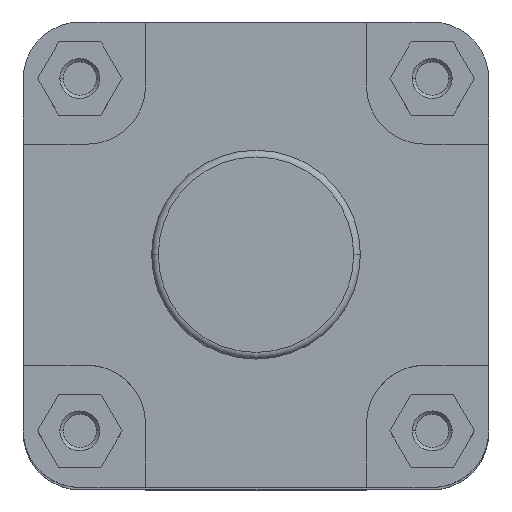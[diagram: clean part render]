
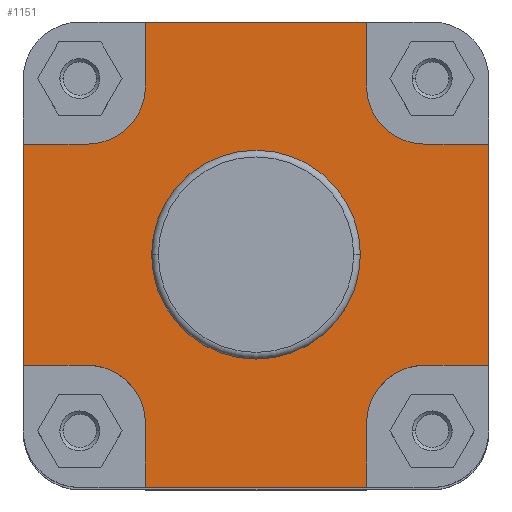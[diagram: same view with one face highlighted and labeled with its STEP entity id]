
A CAD part, top view. The second image highlights one B-rep face of the part: STEP entity #1151.
In plain terms, the highlighted planar face has unit normal (0, 0, 1).
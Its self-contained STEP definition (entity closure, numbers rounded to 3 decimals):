
#125 = EDGE_CURVE ( 'NONE', #3355, #3197, #4257, .T. ) ;
#126 = EDGE_CURVE ( 'NONE', #3197, #3267, #4279, .T. ) ;
#127 = EDGE_CURVE ( 'NONE', #3267, #3497, #4262, .T. ) ;
#128 = EDGE_CURVE ( 'NONE', #3497, #3243, #4280, .T. ) ;
#129 = EDGE_CURVE ( 'NONE', #3243, #3385, #4282, .T. ) ;
#130 = EDGE_CURVE ( 'NONE', #3385, #3359, #4286, .T. ) ;
#131 = EDGE_CURVE ( 'NONE', #3359, #3348, #4266, .T. ) ;
#132 = EDGE_CURVE ( 'NONE', #3348, #3328, #4287, .T. ) ;
#133 = EDGE_CURVE ( 'NONE', #3328, #3276, #4289, .T. ) ;
#134 = EDGE_CURVE ( 'NONE', #3276, #3306, #4292, .T. ) ;
#135 = EDGE_CURVE ( 'NONE', #3306, #3242, #4277, .T. ) ;
#136 = EDGE_CURVE ( 'NONE', #3274, #3242, #4293, .T. ) ;
#137 = EDGE_CURVE ( 'NONE', #3339, #3216, #4291, .T. ) ;
#138 = EDGE_CURVE ( 'NONE', #3401, #3339, #4299, .T. ) ;
#140 = EDGE_CURVE ( 'NONE', #3399, #3174, #4302, .T. ) ;
#141 = EDGE_CURVE ( 'NONE', #3274, #3401, #4301, .T. ) ;
#143 = EDGE_CURVE ( 'NONE', #3355, #3216, #4296, .T. ) ;
#215 = EDGE_CURVE ( 'NONE', #3174, #3399, #4437, .T. ) ;
#610 = AXIS2_PLACEMENT_3D ( 'NONE', #7111, #7106, #7107 ) ;
#611 = AXIS2_PLACEMENT_3D ( 'NONE', #7122, #7012, #7013 ) ;
#612 = AXIS2_PLACEMENT_3D ( 'NONE', #7003, #7079, #7077 ) ;
#613 = AXIS2_PLACEMENT_3D ( 'NONE', #7020, #7032, #7030 ) ;
#614 = AXIS2_PLACEMENT_3D ( 'NONE', #7117, #7116, #7118 ) ;
#631 = AXIS2_PLACEMENT_3D ( 'NONE', #2997, #2999, #2968 ) ;
#837 = AXIS2_PLACEMENT_3D ( 'NONE', #5869, #5871, #5872 ) ;
#1151 = ADVANCED_FACE ( 'NONE', ( #6290, #6310 ), #5870, .F. ) ;
#1980 = CARTESIAN_POINT ( 'NONE',  ( 31.4, 0., -6. ) ) ;
#2014 = CARTESIAN_POINT ( 'NONE',  ( -50.75, 33.25, -6. ) ) ;
#2033 = CARTESIAN_POINT ( 'NONE',  ( -70., -33.25, -6. ) ) ;
#2048 = CARTESIAN_POINT ( 'NONE',  ( 33.25, -70., -6. ) ) ;
#2049 = CARTESIAN_POINT ( 'NONE',  ( 33.25, 70., -6. ) ) ;
#2072 = CARTESIAN_POINT ( 'NONE',  ( -33.25, 50.75, -6. ) ) ;
#2079 = CARTESIAN_POINT ( 'NONE',  ( -33.25, -70., -6. ) ) ;
#2081 = CARTESIAN_POINT ( 'NONE',  ( 50.75, -33.25, -6. ) ) ;
#2111 = CARTESIAN_POINT ( 'NONE',  ( 33.25, -50.75, -6. ) ) ;
#2133 = CARTESIAN_POINT ( 'NONE',  ( 70., -33.25, -6. ) ) ;
#2143 = CARTESIAN_POINT ( 'NONE',  ( -50.75, -33.25, -6. ) ) ;
#2151 = CARTESIAN_POINT ( 'NONE',  ( 70., 33.25, -6. ) ) ;
#2158 = CARTESIAN_POINT ( 'NONE',  ( -70., 33.25, -6. ) ) ;
#2162 = CARTESIAN_POINT ( 'NONE',  ( 50.75, 33.25, -6. ) ) ;
#2184 = CARTESIAN_POINT ( 'NONE',  ( 33.25, 50.75, -6. ) ) ;
#2198 = CARTESIAN_POINT ( 'NONE',  ( -31.4, 0., -6. ) ) ;
#2200 = CARTESIAN_POINT ( 'NONE',  ( -33.25, -50.75, -6. ) ) ;
#2296 = CARTESIAN_POINT ( 'NONE',  ( -33.25, 70., -6. ) ) ;
#2616 = ORIENTED_EDGE ( 'NONE', *, *, #130, .F. ) ;
#2654 = ORIENTED_EDGE ( 'NONE', *, *, #215, .F. ) ;
#2657 = ORIENTED_EDGE ( 'NONE', *, *, #131, .F. ) ;
#2673 = ORIENTED_EDGE ( 'NONE', *, *, #143, .T. ) ;
#2674 = ORIENTED_EDGE ( 'NONE', *, *, #128, .F. ) ;
#2677 = ORIENTED_EDGE ( 'NONE', *, *, #137, .F. ) ;
#2685 = ORIENTED_EDGE ( 'NONE', *, *, #132, .F. ) ;
#2764 = ORIENTED_EDGE ( 'NONE', *, *, #134, .F. ) ;
#2769 = ORIENTED_EDGE ( 'NONE', *, *, #129, .F. ) ;
#2788 = ORIENTED_EDGE ( 'NONE', *, *, #136, .T. ) ;
#2799 = ORIENTED_EDGE ( 'NONE', *, *, #135, .F. ) ;
#2862 = ORIENTED_EDGE ( 'NONE', *, *, #138, .F. ) ;
#2897 = ORIENTED_EDGE ( 'NONE', *, *, #140, .F. ) ;
#2911 = ORIENTED_EDGE ( 'NONE', *, *, #126, .F. ) ;
#2920 = ORIENTED_EDGE ( 'NONE', *, *, #133, .F. ) ;
#2924 = ORIENTED_EDGE ( 'NONE', *, *, #125, .F. ) ;
#2926 = ORIENTED_EDGE ( 'NONE', *, *, #127, .F. ) ;
#2948 = ORIENTED_EDGE ( 'NONE', *, *, #141, .F. ) ;
#2968 = DIRECTION ( 'NONE',  ( 1., 0., 0. ) ) ;
#2997 = CARTESIAN_POINT ( 'NONE',  ( 0., 0., -6. ) ) ;
#2999 = DIRECTION ( 'NONE',  ( 0., 0., 1. ) ) ;
#3174 = VERTEX_POINT ( 'NONE', #1980 ) ;
#3197 = VERTEX_POINT ( 'NONE', #2014 ) ;
#3216 = VERTEX_POINT ( 'NONE', #2033 ) ;
#3242 = VERTEX_POINT ( 'NONE', #2048 ) ;
#3243 = VERTEX_POINT ( 'NONE', #2049 ) ;
#3267 = VERTEX_POINT ( 'NONE', #2072 ) ;
#3274 = VERTEX_POINT ( 'NONE', #2079 ) ;
#3276 = VERTEX_POINT ( 'NONE', #2081 ) ;
#3306 = VERTEX_POINT ( 'NONE', #2111 ) ;
#3328 = VERTEX_POINT ( 'NONE', #2133 ) ;
#3339 = VERTEX_POINT ( 'NONE', #2143 ) ;
#3348 = VERTEX_POINT ( 'NONE', #2151 ) ;
#3355 = VERTEX_POINT ( 'NONE', #2158 ) ;
#3359 = VERTEX_POINT ( 'NONE', #2162 ) ;
#3385 = VERTEX_POINT ( 'NONE', #2184 ) ;
#3399 = VERTEX_POINT ( 'NONE', #2198 ) ;
#3401 = VERTEX_POINT ( 'NONE', #2200 ) ;
#3497 = VERTEX_POINT ( 'NONE', #2296 ) ;
#3869 = EDGE_LOOP ( 'NONE', ( #2654, #2897 ) ) ;
#3896 = EDGE_LOOP ( 'NONE', ( #2673, #2677, #2862, #2948, #2788, #2799, #2764, #2920, #2685, #2657, #2616, #2769, #2674, #2926, #2911, #2924 ) ) ;
#4257 = LINE ( 'NONE', #7007, #4261 ) ;
#4261 = VECTOR ( 'NONE', #6996, 1000. ) ;
#4262 = LINE ( 'NONE', #7051, #4275 ) ;
#4266 = LINE ( 'NONE', #7081, #4278 ) ;
#4275 = VECTOR ( 'NONE', #7035, 1000. ) ;
#4277 = LINE ( 'NONE', #7006, #4285 ) ;
#4278 = VECTOR ( 'NONE', #7080, 1000. ) ;
#4279 = CIRCLE ( 'NONE', #611, 17.5 ) ;
#4280 = LINE ( 'NONE', #7015, #4281 ) ;
#4281 = VECTOR ( 'NONE', #7014, 1000. ) ;
#4282 = LINE ( 'NONE', #6958, #4283 ) ;
#4283 = VECTOR ( 'NONE', #6963, 1000. ) ;
#4284 = VECTOR ( 'NONE', #6966, 1000. ) ;
#4285 = VECTOR ( 'NONE', #7008, 1000. ) ;
#4286 = CIRCLE ( 'NONE', #612, 17.5 ) ;
#4287 = LINE ( 'NONE', #7089, #4288 ) ;
#4288 = VECTOR ( 'NONE', #7085, 1000. ) ;
#4289 = LINE ( 'NONE', #7039, #4290 ) ;
#4290 = VECTOR ( 'NONE', #7101, 1000. ) ;
#4291 = LINE ( 'NONE', #6964, #4295 ) ;
#4292 = CIRCLE ( 'NONE', #613, 17.5 ) ;
#4293 = LINE ( 'NONE', #6870, #4294 ) ;
#4294 = VECTOR ( 'NONE', #7119, 1000. ) ;
#4295 = VECTOR ( 'NONE', #6877, 1000. ) ;
#4296 = LINE ( 'NONE', #6977, #4298 ) ;
#4298 = VECTOR ( 'NONE', #6980, 1000. ) ;
#4299 = CIRCLE ( 'NONE', #614, 17.5 ) ;
#4301 = LINE ( 'NONE', #6867, #4284 ) ;
#4302 = CIRCLE ( 'NONE', #610, 31.4 ) ;
#4437 = CIRCLE ( 'NONE', #631, 31.4 ) ;
#5869 = CARTESIAN_POINT ( 'NONE',  ( 0., 31.4, -6. ) ) ;
#5870 = PLANE ( 'NONE',  #837 ) ;
#5871 = DIRECTION ( 'NONE',  ( 0., 0., -1. ) ) ;
#5872 = DIRECTION ( 'NONE',  ( -1., 0., 0. ) ) ;
#6290 = FACE_BOUND ( 'NONE', #3869, .T. ) ;
#6310 = FACE_OUTER_BOUND ( 'NONE', #3896, .T. ) ;
#6867 = CARTESIAN_POINT ( 'NONE',  ( -33.25, -50.75, -6. ) ) ;
#6870 = CARTESIAN_POINT ( 'NONE',  ( 0., -70., -6. ) ) ;
#6877 = DIRECTION ( 'NONE',  ( -1., 0., 0. ) ) ;
#6958 = CARTESIAN_POINT ( 'NONE',  ( 33.25, 50.75, -6. ) ) ;
#6963 = DIRECTION ( 'NONE',  ( 0., -1., 0. ) ) ;
#6964 = CARTESIAN_POINT ( 'NONE',  ( -70., -33.25, -6. ) ) ;
#6966 = DIRECTION ( 'NONE',  ( 0., 1., 0. ) ) ;
#6977 = CARTESIAN_POINT ( 'NONE',  ( -70., -154.141, -6. ) ) ;
#6980 = DIRECTION ( 'NONE',  ( 0., -1., 0. ) ) ;
#6996 = DIRECTION ( 'NONE',  ( 1., 0., 0. ) ) ;
#7003 = CARTESIAN_POINT ( 'NONE',  ( 50.75, 50.75, -6. ) ) ;
#7006 = CARTESIAN_POINT ( 'NONE',  ( 33.25, -70., -6. ) ) ;
#7007 = CARTESIAN_POINT ( 'NONE',  ( -50.75, 33.25, -6. ) ) ;
#7008 = DIRECTION ( 'NONE',  ( 0., -1., 0. ) ) ;
#7012 = DIRECTION ( 'NONE',  ( 0., 0., 1. ) ) ;
#7013 = DIRECTION ( 'NONE',  ( -1., 0., 0. ) ) ;
#7014 = DIRECTION ( 'NONE',  ( 1., 0., 0. ) ) ;
#7015 = CARTESIAN_POINT ( 'NONE',  ( 0., 70., -6. ) ) ;
#7020 = CARTESIAN_POINT ( 'NONE',  ( 50.75, -50.75, -6. ) ) ;
#7030 = DIRECTION ( 'NONE',  ( -1., 0., 0. ) ) ;
#7032 = DIRECTION ( 'NONE',  ( 0., 0., 1. ) ) ;
#7035 = DIRECTION ( 'NONE',  ( 0., 1., 0. ) ) ;
#7039 = CARTESIAN_POINT ( 'NONE',  ( 50.75, -33.25, -6. ) ) ;
#7051 = CARTESIAN_POINT ( 'NONE',  ( -33.25, 70., -6. ) ) ;
#7077 = DIRECTION ( 'NONE',  ( -1., 0., 0. ) ) ;
#7079 = DIRECTION ( 'NONE',  ( 0., 0., 1. ) ) ;
#7080 = DIRECTION ( 'NONE',  ( 1., 0., 0. ) ) ;
#7081 = CARTESIAN_POINT ( 'NONE',  ( 70., 33.25, -6. ) ) ;
#7085 = DIRECTION ( 'NONE',  ( 0., -1., 0. ) ) ;
#7089 = CARTESIAN_POINT ( 'NONE',  ( 70., -154.141, -6. ) ) ;
#7101 = DIRECTION ( 'NONE',  ( -1., 0., 0. ) ) ;
#7106 = DIRECTION ( 'NONE',  ( 0., 0., 1. ) ) ;
#7107 = DIRECTION ( 'NONE',  ( 1., 0., 0. ) ) ;
#7111 = CARTESIAN_POINT ( 'NONE',  ( 0., 0., -6. ) ) ;
#7116 = DIRECTION ( 'NONE',  ( 0., 0., 1. ) ) ;
#7117 = CARTESIAN_POINT ( 'NONE',  ( -50.75, -50.75, -6. ) ) ;
#7118 = DIRECTION ( 'NONE',  ( -1., 0., 0. ) ) ;
#7119 = DIRECTION ( 'NONE',  ( 1., 0., 0. ) ) ;
#7122 = CARTESIAN_POINT ( 'NONE',  ( -50.75, 50.75, -6. ) ) ;
